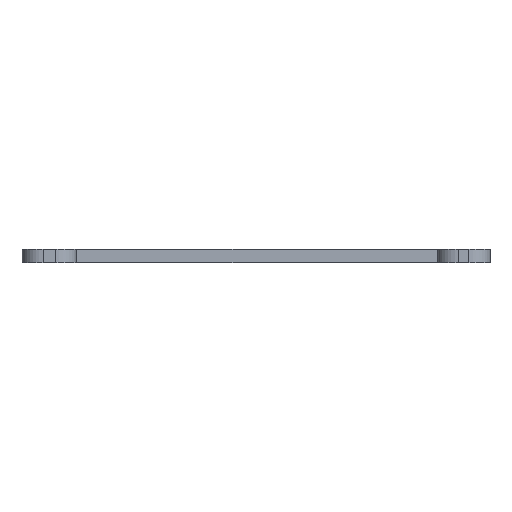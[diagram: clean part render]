
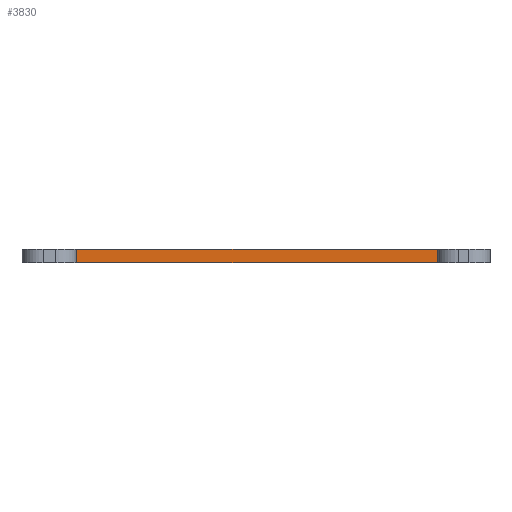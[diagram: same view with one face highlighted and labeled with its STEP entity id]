
A CAD part, front view. The second image highlights one B-rep face of the part: STEP entity #3830.
In plain terms, the highlighted planar face has unit normal (0, -1, 0).
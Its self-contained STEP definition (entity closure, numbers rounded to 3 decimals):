
#83 = PLANE('',#84);
#84 = AXIS2_PLACEMENT_3D('',#85,#86,#87);
#85 = CARTESIAN_POINT('',(148.509,-105.02,1.6));
#86 = DIRECTION('',(-0.,-0.,-1.));
#87 = DIRECTION('',(-1.,0.,0.));
#137 = PLANE('',#138);
#138 = AXIS2_PLACEMENT_3D('',#139,#140,#141);
#139 = CARTESIAN_POINT('',(148.509,-105.02,0.));
#140 = DIRECTION('',(-0.,-0.,-1.));
#141 = DIRECTION('',(-1.,0.,0.));
#444 = VERTEX_POINT('',#445);
#445 = CARTESIAN_POINT('',(170.409,-147.422,0.));
#459 = PLANE('',#460);
#460 = AXIS2_PLACEMENT_3D('',#461,#462,#463);
#461 = CARTESIAN_POINT('',(170.409,-151.232,0.));
#462 = DIRECTION('',(-1.,0.,0.));
#463 = DIRECTION('',(0.,1.,0.));
#471 = EDGE_CURVE('',#444,#472,#474,.T.);
#472 = VERTEX_POINT('',#473);
#473 = CARTESIAN_POINT('',(126.848,-147.422,0.));
#474 = SURFACE_CURVE('',#475,(#479,#486),.PCURVE_S1.);
#475 = LINE('',#476,#477);
#476 = CARTESIAN_POINT('',(170.409,-147.422,0.));
#477 = VECTOR('',#478,1.);
#478 = DIRECTION('',(-1.,0.,0.));
#479 = PCURVE('',#137,#480);
#480 = DEFINITIONAL_REPRESENTATION('',(#481),#485);
#481 = LINE('',#482,#483);
#482 = CARTESIAN_POINT('',(-21.899,-42.402));
#483 = VECTOR('',#484,1.);
#484 = DIRECTION('',(1.,0.));
#485 = ( GEOMETRIC_REPRESENTATION_CONTEXT(2) 
PARAMETRIC_REPRESENTATION_CONTEXT() REPRESENTATION_CONTEXT('2D SPACE',''
  ) );
#486 = PCURVE('',#487,#492);
#487 = PLANE('',#488);
#488 = AXIS2_PLACEMENT_3D('',#489,#490,#491);
#489 = CARTESIAN_POINT('',(170.409,-147.422,0.));
#490 = DIRECTION('',(0.,-1.,0.));
#491 = DIRECTION('',(-1.,0.,0.));
#492 = DEFINITIONAL_REPRESENTATION('',(#493),#497);
#493 = LINE('',#494,#495);
#494 = CARTESIAN_POINT('',(0.,-0.));
#495 = VECTOR('',#496,1.);
#496 = DIRECTION('',(1.,0.));
#497 = ( GEOMETRIC_REPRESENTATION_CONTEXT(2) 
PARAMETRIC_REPRESENTATION_CONTEXT() REPRESENTATION_CONTEXT('2D SPACE',''
  ) );
#515 = PLANE('',#516);
#516 = AXIS2_PLACEMENT_3D('',#517,#518,#519);
#517 = CARTESIAN_POINT('',(126.848,-147.422,0.));
#518 = DIRECTION('',(1.,0.,-0.));
#519 = DIRECTION('',(0.,-1.,0.));
#2163 = VERTEX_POINT('',#2164);
#2164 = CARTESIAN_POINT('',(170.409,-147.422,1.6));
#2185 = EDGE_CURVE('',#2163,#2186,#2188,.T.);
#2186 = VERTEX_POINT('',#2187);
#2187 = CARTESIAN_POINT('',(126.848,-147.422,1.6));
#2188 = SURFACE_CURVE('',#2189,(#2193,#2200),.PCURVE_S1.);
#2189 = LINE('',#2190,#2191);
#2190 = CARTESIAN_POINT('',(170.409,-147.422,1.6));
#2191 = VECTOR('',#2192,1.);
#2192 = DIRECTION('',(-1.,0.,0.));
#2193 = PCURVE('',#83,#2194);
#2194 = DEFINITIONAL_REPRESENTATION('',(#2195),#2199);
#2195 = LINE('',#2196,#2197);
#2196 = CARTESIAN_POINT('',(-21.899,-42.402));
#2197 = VECTOR('',#2198,1.);
#2198 = DIRECTION('',(1.,0.));
#2199 = ( GEOMETRIC_REPRESENTATION_CONTEXT(2) 
PARAMETRIC_REPRESENTATION_CONTEXT() REPRESENTATION_CONTEXT('2D SPACE',''
  ) );
#2200 = PCURVE('',#487,#2201);
#2201 = DEFINITIONAL_REPRESENTATION('',(#2202),#2206);
#2202 = LINE('',#2203,#2204);
#2203 = CARTESIAN_POINT('',(0.,-1.6));
#2204 = VECTOR('',#2205,1.);
#2205 = DIRECTION('',(1.,0.));
#2206 = ( GEOMETRIC_REPRESENTATION_CONTEXT(2) 
PARAMETRIC_REPRESENTATION_CONTEXT() REPRESENTATION_CONTEXT('2D SPACE',''
  ) );
#3782 = EDGE_CURVE('',#444,#2163,#3783,.T.);
#3783 = SURFACE_CURVE('',#3784,(#3788,#3795),.PCURVE_S1.);
#3784 = LINE('',#3785,#3786);
#3785 = CARTESIAN_POINT('',(170.409,-147.422,0.));
#3786 = VECTOR('',#3787,1.);
#3787 = DIRECTION('',(0.,0.,1.));
#3788 = PCURVE('',#459,#3789);
#3789 = DEFINITIONAL_REPRESENTATION('',(#3790),#3794);
#3790 = LINE('',#3791,#3792);
#3791 = CARTESIAN_POINT('',(3.81,0.));
#3792 = VECTOR('',#3793,1.);
#3793 = DIRECTION('',(0.,-1.));
#3794 = ( GEOMETRIC_REPRESENTATION_CONTEXT(2) 
PARAMETRIC_REPRESENTATION_CONTEXT() REPRESENTATION_CONTEXT('2D SPACE',''
  ) );
#3795 = PCURVE('',#487,#3796);
#3796 = DEFINITIONAL_REPRESENTATION('',(#3797),#3801);
#3797 = LINE('',#3798,#3799);
#3798 = CARTESIAN_POINT('',(0.,-0.));
#3799 = VECTOR('',#3800,1.);
#3800 = DIRECTION('',(0.,-1.));
#3801 = ( GEOMETRIC_REPRESENTATION_CONTEXT(2) 
PARAMETRIC_REPRESENTATION_CONTEXT() REPRESENTATION_CONTEXT('2D SPACE',''
  ) );
#3830 = ADVANCED_FACE('',(#3831),#487,.T.);
#3831 = FACE_BOUND('',#3832,.T.);
#3832 = EDGE_LOOP('',(#3833,#3834,#3835,#3856));
#3833 = ORIENTED_EDGE('',*,*,#3782,.T.);
#3834 = ORIENTED_EDGE('',*,*,#2185,.T.);
#3835 = ORIENTED_EDGE('',*,*,#3836,.F.);
#3836 = EDGE_CURVE('',#472,#2186,#3837,.T.);
#3837 = SURFACE_CURVE('',#3838,(#3842,#3849),.PCURVE_S1.);
#3838 = LINE('',#3839,#3840);
#3839 = CARTESIAN_POINT('',(126.848,-147.422,0.));
#3840 = VECTOR('',#3841,1.);
#3841 = DIRECTION('',(0.,0.,1.));
#3842 = PCURVE('',#487,#3843);
#3843 = DEFINITIONAL_REPRESENTATION('',(#3844),#3848);
#3844 = LINE('',#3845,#3846);
#3845 = CARTESIAN_POINT('',(43.561,0.));
#3846 = VECTOR('',#3847,1.);
#3847 = DIRECTION('',(0.,-1.));
#3848 = ( GEOMETRIC_REPRESENTATION_CONTEXT(2) 
PARAMETRIC_REPRESENTATION_CONTEXT() REPRESENTATION_CONTEXT('2D SPACE',''
  ) );
#3849 = PCURVE('',#515,#3850);
#3850 = DEFINITIONAL_REPRESENTATION('',(#3851),#3855);
#3851 = LINE('',#3852,#3853);
#3852 = CARTESIAN_POINT('',(0.,0.));
#3853 = VECTOR('',#3854,1.);
#3854 = DIRECTION('',(0.,-1.));
#3855 = ( GEOMETRIC_REPRESENTATION_CONTEXT(2) 
PARAMETRIC_REPRESENTATION_CONTEXT() REPRESENTATION_CONTEXT('2D SPACE',''
  ) );
#3856 = ORIENTED_EDGE('',*,*,#471,.F.);
